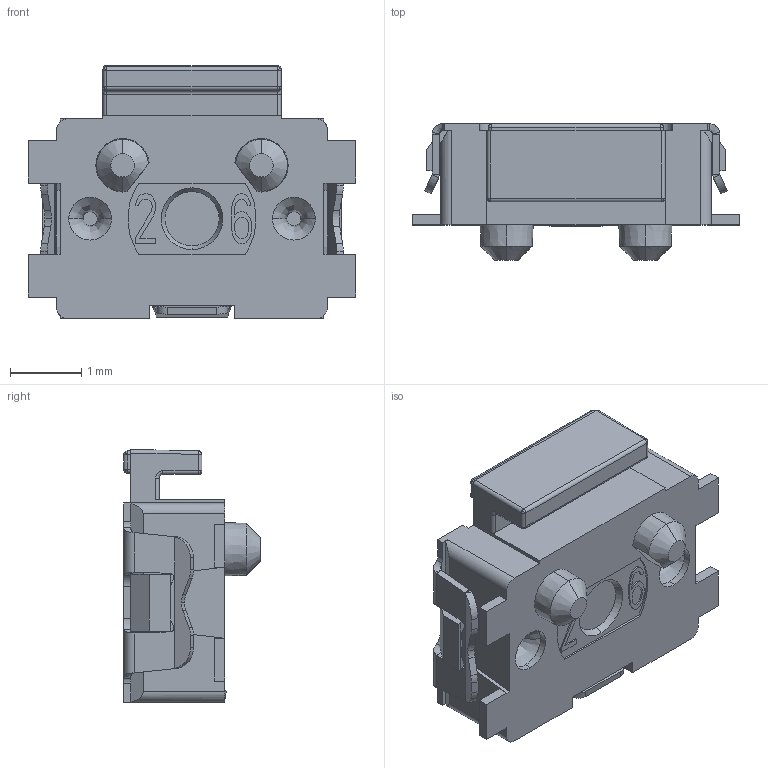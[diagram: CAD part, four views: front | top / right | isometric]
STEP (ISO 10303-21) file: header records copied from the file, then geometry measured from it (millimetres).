
FILE_DESCRIPTION (( 'STEP AP214' ), '1' );
FILE_NAME ('KMS231GPLFS.STEP', '2024-08-19T00:47:26', ( '' ), ( '' ), 'SwSTEP 2.0', 'SolidWorks 2024', '' );
FILE_SCHEMA (( 'AUTOMOTIVE_DESIGN' ));
Length unit declared in the file: metre
Products named in the file (1): KMS231GPLFS
Bounding box: 4.6 x 1.92 x 3.55 mm (x, y, z)
Volume: 16.6 mm3; surface area: 63.5 mm2
Topology: 1 solids, 1 shells, 376 faces, 1025 edges, 642 vertices
Faces by surface type: plane 235, cylinder 88, bspline 41, cone 12
Entity records: 12974 total; most frequent: CARTESIAN_POINT 3355, ORIENTED_EDGE 2018, DIRECTION 1829, EDGE_CURVE 1009, VECTOR 741, LINE 741, VERTEX_POINT 642, AXIS2_PLACEMENT_3D 544
